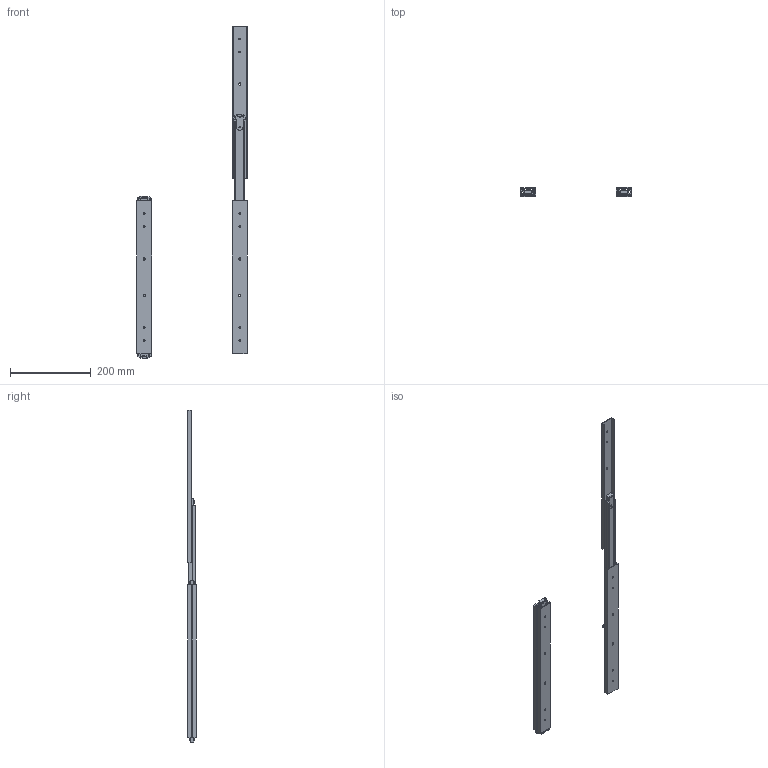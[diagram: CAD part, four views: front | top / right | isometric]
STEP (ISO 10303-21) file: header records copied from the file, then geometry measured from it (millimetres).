
FILE_DESCRIPTION((''),'2;1');
FILE_NAME('3630-0040.stp','2008-10-24T11:36:17',('jtaylor'),(''),'Autodesk Inventor 2009','Autodesk Inventor 2009','');
FILE_SCHEMA(('AUTOMOTIVE_DESIGN { 1 0 10303 214 1 1 1 1 }'));
Length unit declared in the file: millimetre
Products named in the file (4): 3630-0040; 3630-0040 OM; 3630-0040 IM; 3630-Rollers
Assembly tree (12 placements, depth 2):
  3630-0040
    3630-0040 OM  x4
    3630-0040 IM  x4
    3630-Rollers  x4
Bounding box: 272.8 x 21.6 x 821 mm (x, y, z)
Volume: 282655.7 mm3; surface area: 285937.4 mm2
Topology: 12 solids, 12 shells, 260 faces, 680 edges, 452 vertices
Faces by surface type: plane 172, cylinder 80, bspline 8
Full cylindrical faces by diameter (mm): 1 x8, 2.5 x8, 2.6 x4, 4 x4, 4.3 x16, 8 x8, 9 x4
Entity records: 2144 total; most frequent: CARTESIAN_POINT 373, DIRECTION 354, ORIENTED_EDGE 300, EDGE_CURVE 150, AXIS2_PLACEMENT_3D 125, VERTEX_POINT 108, EDGE_LOOP 108, VECTOR 104
